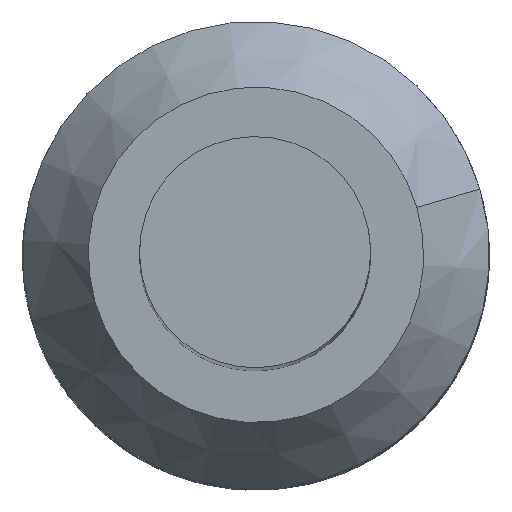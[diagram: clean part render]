
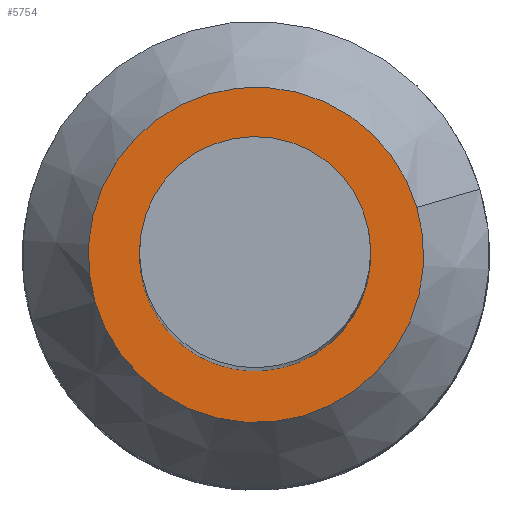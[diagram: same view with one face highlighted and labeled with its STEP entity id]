
A CAD part, top view. The second image highlights one B-rep face of the part: STEP entity #5754.
In plain terms, the highlighted planar face has unit normal (0, 0, 1).
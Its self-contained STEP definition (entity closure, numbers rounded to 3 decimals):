
#78=AXIS2_PLACEMENT_3D('Circle Axis2P3D',#76,#77,$) ;
#118=AXIS2_PLACEMENT_3D('Circle Axis2P3D',#116,#117,$) ;
#146=AXIS2_PLACEMENT_3D('Circle Axis2P3D',#144,#145,$) ;
#172=AXIS2_PLACEMENT_3D('Circle Axis2P3D',#170,#171,$) ;
#5742=AXIS2_PLACEMENT_3D('Plane Axis2P3D',#5739,#5740,#5741) ;
#73=CARTESIAN_POINT('Vertex',(3.801,7.317,38.2)) ;
#76=CARTESIAN_POINT('Axis2P3D Location',(5.13,5.14,38.2)) ;
#80=CARTESIAN_POINT('Vertex',(2.683,4.42,38.2)) ;
#84=CARTESIAN_POINT('Control Point',(2.683,4.42,38.2)) ;
#85=CARTESIAN_POINT('Control Point',(2.947,3.524,38.2)) ;
#86=CARTESIAN_POINT('Control Point',(3.62,2.745,38.2)) ;
#87=CARTESIAN_POINT('Control Point',(4.638,2.352,38.2)) ;
#88=CARTESIAN_POINT('Control Point',(5.66,2.476,38.2)) ;
#89=CARTESIAN_POINT('Control Point',(6.458,2.963,38.2)) ;
#90=CARTESIAN_POINT('Vertex',(6.458,2.963,38.2)) ;
#108=CARTESIAN_POINT('Control Point',(6.458,2.963,38.2)) ;
#109=CARTESIAN_POINT('Control Point',(7.17,3.398,38.2)) ;
#110=CARTESIAN_POINT('Control Point',(7.696,4.149,38.2)) ;
#111=CARTESIAN_POINT('Control Point',(7.811,5.059,38.2)) ;
#112=CARTESIAN_POINT('Control Point',(7.576,5.859,38.2)) ;
#113=CARTESIAN_POINT('Vertex',(7.576,5.859,38.2)) ;
#116=CARTESIAN_POINT('Axis2P3D Location',(5.13,5.14,38.2)) ;
#139=CARTESIAN_POINT('Vertex',(1.6,4.106,38.2)) ;
#144=CARTESIAN_POINT('Axis2P3D Location',(5.15,5.15,38.2)) ;
#148=CARTESIAN_POINT('Vertex',(8.7,6.194,38.2)) ;
#170=CARTESIAN_POINT('Axis2P3D Location',(5.15,5.15,38.2)) ;
#5739=CARTESIAN_POINT('Axis2P3D Location',(4.106,8.7,38.2)) ;
#77=DIRECTION('Axis2P3D Direction',(0.,0.,1.)) ;
#117=DIRECTION('Axis2P3D Direction',(0.,0.,1.)) ;
#145=DIRECTION('Axis2P3D Direction',(0.,0.,-1.)) ;
#171=DIRECTION('Axis2P3D Direction',(0.,0.,-1.)) ;
#5740=DIRECTION('Axis2P3D Direction',(0.,0.,1.)) ;
#5741=DIRECTION('Axis2P3D XDirection',(-0.959,-0.282,0.)) ;
#5745=ORIENTED_EDGE('',*,*,#150,.F.) ;
#5746=ORIENTED_EDGE('',*,*,#174,.F.) ;
#5749=ORIENTED_EDGE('',*,*,#82,.F.) ;
#5750=ORIENTED_EDGE('',*,*,#120,.F.) ;
#5751=ORIENTED_EDGE('',*,*,#115,.F.) ;
#5752=ORIENTED_EDGE('',*,*,#92,.F.) ;
#5753=FACE_BOUND('',#5748,.T.) ;
#5754=ADVANCED_FACE('Hauptk\X2\00F6\X0\rper',(#5747,#5753),#5743,.T.) ;
#83=B_SPLINE_CURVE_WITH_KNOTS('',5,(#84,#85,#86,#87,#88,#89),.UNSPECIFIED.,.F.,.U.,(6,6),(-2.337,2.337),.UNSPECIFIED.) ;
#107=B_SPLINE_CURVE_WITH_KNOTS('',4,(#108,#109,#110,#111,#112),.UNSPECIFIED.,.F.,.U.,(5,5),(-1.669,1.669),.UNSPECIFIED.) ;
#79=CIRCLE('generated circle',#78,2.55) ;
#119=CIRCLE('generated circle',#118,2.55) ;
#147=CIRCLE('generated circle',#146,3.7) ;
#173=CIRCLE('generated circle',#172,3.7) ;
#82=EDGE_CURVE('',#74,#81,#79,.T.) ;
#92=EDGE_CURVE('',#81,#91,#83,.T.) ;
#115=EDGE_CURVE('',#91,#114,#107,.T.) ;
#120=EDGE_CURVE('',#114,#74,#119,.T.) ;
#150=EDGE_CURVE('',#140,#149,#147,.T.) ;
#174=EDGE_CURVE('',#149,#140,#173,.T.) ;
#5744=EDGE_LOOP('',(#5745,#5746)) ;
#5748=EDGE_LOOP('',(#5749,#5750,#5751,#5752)) ;
#5747=FACE_OUTER_BOUND('',#5744,.T.) ;
#5743=PLANE('',#5742) ;
#74=VERTEX_POINT('',#73) ;
#81=VERTEX_POINT('',#80) ;
#91=VERTEX_POINT('',#90) ;
#114=VERTEX_POINT('',#113) ;
#140=VERTEX_POINT('',#139) ;
#149=VERTEX_POINT('',#148) ;
